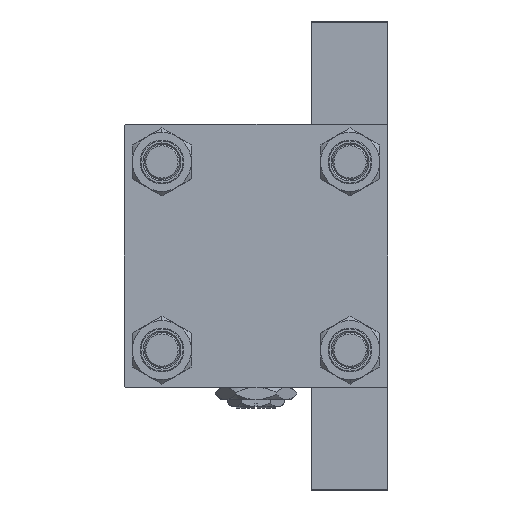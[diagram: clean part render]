
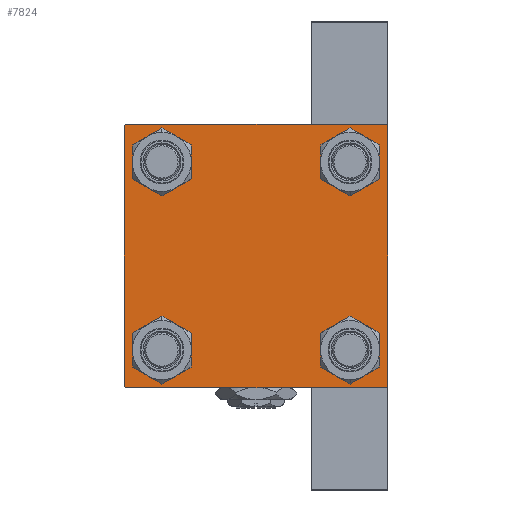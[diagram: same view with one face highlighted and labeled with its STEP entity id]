
A CAD part, left-side view. The second image highlights one B-rep face of the part: STEP entity #7824.
In plain terms, the highlighted planar face has unit normal (-1, 0, 0).
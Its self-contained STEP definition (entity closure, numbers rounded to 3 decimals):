
#235 = CARTESIAN_POINT ( 'NONE',  ( 0., -32.15, -38.65 ) ) ;
#334 = ORIENTED_EDGE ( 'NONE', *, *, #25655, .T. ) ;
#456 = ORIENTED_EDGE ( 'NONE', *, *, #41515, .T. ) ;
#909 = CARTESIAN_POINT ( 'NONE',  ( 0., -32.15, 38.65 ) ) ;
#1019 = CARTESIAN_POINT ( 'NONE',  ( 0., -32.15, 32.15 ) ) ;
#1242 = DIRECTION ( 'NONE',  ( 0., -0.707, -0.707 ) ) ;
#1867 = VERTEX_POINT ( 'NONE', #20512 ) ;
#1985 = VERTEX_POINT ( 'NONE', #26033 ) ;
#2610 = VERTEX_POINT ( 'NONE', #24399 ) ;
#2637 = CARTESIAN_POINT ( 'NONE',  ( 0., -32.15, -32.15 ) ) ;
#3134 = VECTOR ( 'NONE', #49656, 1000. ) ;
#3470 = AXIS2_PLACEMENT_3D ( 'NONE', #19032, #34360, #23527 ) ;
#3486 = VERTEX_POINT ( 'NONE', #47063 ) ;
#3618 = DIRECTION ( 'NONE',  ( 1., 0., 0. ) ) ;
#4164 = CIRCLE ( 'NONE', #14610, 6.5 ) ;
#4454 = ORIENTED_EDGE ( 'NONE', *, *, #12831, .T. ) ;
#4644 = EDGE_CURVE ( 'NONE', #33706, #45838, #11684, .T. ) ;
#4956 = CARTESIAN_POINT ( 'NONE',  ( 0., 45., -45. ) ) ;
#5002 = CARTESIAN_POINT ( 'NONE',  ( 0., 44.75, -44.75 ) ) ;
#5011 = DIRECTION ( 'NONE',  ( 0., 0.707, -0.707 ) ) ;
#5442 = AXIS2_PLACEMENT_3D ( 'NONE', #28949, #33223, #47828 ) ;
#6166 = ORIENTED_EDGE ( 'NONE', *, *, #9067, .T. ) ;
#6277 = CARTESIAN_POINT ( 'NONE',  ( 0., 45., 45. ) ) ;
#6282 = VECTOR ( 'NONE', #46725, 1000. ) ;
#6314 = ORIENTED_EDGE ( 'NONE', *, *, #4644, .T. ) ;
#6720 = CARTESIAN_POINT ( 'NONE',  ( 0., -44.75, -44.75 ) ) ;
#6977 = VECTOR ( 'NONE', #26721, 1000. ) ;
#7230 = CARTESIAN_POINT ( 'NONE',  ( 0., -32.15, 32.15 ) ) ;
#7824 = ADVANCED_FACE ( 'NONE', ( #42096, #42576, #26969, #19920, #39048 ), #27699, .T. ) ;
#7994 = ORIENTED_EDGE ( 'NONE', *, *, #17248, .F. ) ;
#8120 = DIRECTION ( 'NONE',  ( 0., 0., 1. ) ) ;
#8160 = VERTEX_POINT ( 'NONE', #26427 ) ;
#8197 = DIRECTION ( 'NONE',  ( 0., 0., 1. ) ) ;
#8366 = AXIS2_PLACEMENT_3D ( 'NONE', #46842, #38322, #42329 ) ;
#9067 = EDGE_CURVE ( 'NONE', #49398, #42579, #26284, .T. ) ;
#9664 = DIRECTION ( 'NONE',  ( 0., 0., 1. ) ) ;
#9966 = ORIENTED_EDGE ( 'NONE', *, *, #19991, .T. ) ;
#10219 = EDGE_CURVE ( 'NONE', #1985, #36344, #30732, .T. ) ;
#10488 = DIRECTION ( 'NONE',  ( 0., -0.707, 0.707 ) ) ;
#10896 = LINE ( 'NONE', #37817, #6977 ) ;
#11093 = CARTESIAN_POINT ( 'NONE',  ( 0., 44.5, 45. ) ) ;
#11346 = CIRCLE ( 'NONE', #13747, 6.5 ) ;
#11577 = VECTOR ( 'NONE', #17593, 1000. ) ;
#11684 = LINE ( 'NONE', #34799, #3134 ) ;
#12466 = CARTESIAN_POINT ( 'NONE',  ( 0., -32.15, -32.15 ) ) ;
#12831 = EDGE_CURVE ( 'NONE', #8160, #31131, #25857, .T. ) ;
#12846 = CIRCLE ( 'NONE', #28081, 6.5 ) ;
#12872 = ORIENTED_EDGE ( 'NONE', *, *, #14944, .T. ) ;
#13058 = LINE ( 'NONE', #5002, #26881 ) ;
#13088 = CARTESIAN_POINT ( 'NONE',  ( 0., 45., 44.5 ) ) ;
#13309 = LINE ( 'NONE', #24859, #22884 ) ;
#13747 = AXIS2_PLACEMENT_3D ( 'NONE', #7230, #38656, #34853 ) ;
#14567 = EDGE_LOOP ( 'NONE', ( #4454, #456 ) ) ;
#14610 = AXIS2_PLACEMENT_3D ( 'NONE', #19431, #3618, #8120 ) ;
#14944 = EDGE_CURVE ( 'NONE', #31003, #1867, #28349, .T. ) ;
#15988 = DIRECTION ( 'NONE',  ( 1., 0., 0. ) ) ;
#17248 = EDGE_CURVE ( 'NONE', #24082, #37198, #45253, .T. ) ;
#17481 = ORIENTED_EDGE ( 'NONE', *, *, #10219, .T. ) ;
#17593 = DIRECTION ( 'NONE',  ( 0., -1., 0. ) ) ;
#18721 = EDGE_CURVE ( 'NONE', #45838, #24292, #13058, .T. ) ;
#19032 = CARTESIAN_POINT ( 'NONE',  ( 0., 32.15, 32.15 ) ) ;
#19256 = DIRECTION ( 'NONE',  ( 0., 0., 1. ) ) ;
#19431 = CARTESIAN_POINT ( 'NONE',  ( 0., 32.15, 32.15 ) ) ;
#19692 = EDGE_CURVE ( 'NONE', #24082, #33706, #13309, .T. ) ;
#19920 = FACE_BOUND ( 'NONE', #49430, .T. ) ;
#19991 = EDGE_CURVE ( 'NONE', #3486, #2610, #29335, .T. ) ;
#20449 = CARTESIAN_POINT ( 'NONE',  ( 0., 45., -44.5 ) ) ;
#20512 = CARTESIAN_POINT ( 'NONE',  ( 0., 32.15, 25.65 ) ) ;
#20641 = LINE ( 'NONE', #47570, #41518 ) ;
#22884 = VECTOR ( 'NONE', #5011, 1000. ) ;
#23005 = EDGE_CURVE ( 'NONE', #48275, #2610, #20641, .T. ) ;
#23527 = DIRECTION ( 'NONE',  ( 0., 0., 1. ) ) ;
#24082 = VERTEX_POINT ( 'NONE', #11093 ) ;
#24292 = VERTEX_POINT ( 'NONE', #30614 ) ;
#24399 = CARTESIAN_POINT ( 'NONE',  ( 0., -45., -44.5 ) ) ;
#24859 = CARTESIAN_POINT ( 'NONE',  ( 0., 44.75, 44.75 ) ) ;
#24870 = DIRECTION ( 'NONE',  ( 0., 0., 1. ) ) ;
#25655 = EDGE_CURVE ( 'NONE', #48275, #37198, #10896, .T. ) ;
#25857 = CIRCLE ( 'NONE', #32265, 6.5 ) ;
#26033 = CARTESIAN_POINT ( 'NONE',  ( 0., 32.15, -25.65 ) ) ;
#26284 = CIRCLE ( 'NONE', #32644, 6.5 ) ;
#26427 = CARTESIAN_POINT ( 'NONE',  ( 0., -32.15, -25.65 ) ) ;
#26556 = CARTESIAN_POINT ( 'NONE',  ( 0., 32.15, -32.15 ) ) ;
#26721 = DIRECTION ( 'NONE',  ( 0., 0.707, 0.707 ) ) ;
#26881 = VECTOR ( 'NONE', #1242, 1000. ) ;
#26969 = FACE_BOUND ( 'NONE', #28670, .T. ) ;
#27680 = EDGE_LOOP ( 'NONE', ( #31832, #6166 ) ) ;
#27699 = PLANE ( 'NONE',  #8366 ) ;
#27828 = ORIENTED_EDGE ( 'NONE', *, *, #23005, .F. ) ;
#28081 = AXIS2_PLACEMENT_3D ( 'NONE', #2637, #40362, #9664 ) ;
#28349 = CIRCLE ( 'NONE', #3470, 6.5 ) ;
#28670 = EDGE_LOOP ( 'NONE', ( #17481, #48164 ) ) ;
#28949 = CARTESIAN_POINT ( 'NONE',  ( 0., 32.15, -32.15 ) ) ;
#29167 = EDGE_CURVE ( 'NONE', #36344, #1985, #45594, .T. ) ;
#29335 = LINE ( 'NONE', #6720, #38178 ) ;
#29512 = CARTESIAN_POINT ( 'NONE',  ( 0., -32.15, 25.65 ) ) ;
#29781 = EDGE_CURVE ( 'NONE', #24292, #3486, #42451, .T. ) ;
#30146 = CARTESIAN_POINT ( 'NONE',  ( 0., 32.15, 38.65 ) ) ;
#30614 = CARTESIAN_POINT ( 'NONE',  ( 0., 44.5, -45. ) ) ;
#30732 = CIRCLE ( 'NONE', #45923, 6.5 ) ;
#31003 = VERTEX_POINT ( 'NONE', #30146 ) ;
#31131 = VERTEX_POINT ( 'NONE', #235 ) ;
#31832 = ORIENTED_EDGE ( 'NONE', *, *, #36733, .T. ) ;
#32265 = AXIS2_PLACEMENT_3D ( 'NONE', #12466, #15988, #8197 ) ;
#32644 = AXIS2_PLACEMENT_3D ( 'NONE', #1019, #43742, #24870 ) ;
#32745 = CARTESIAN_POINT ( 'NONE',  ( 0., -44.5, 45. ) ) ;
#33223 = DIRECTION ( 'NONE',  ( 1., 0., 0. ) ) ;
#33706 = VERTEX_POINT ( 'NONE', #13088 ) ;
#34360 = DIRECTION ( 'NONE',  ( 1., 0., 0. ) ) ;
#34799 = CARTESIAN_POINT ( 'NONE',  ( 0., 45., 45. ) ) ;
#34853 = DIRECTION ( 'NONE',  ( 0., 0., 1. ) ) ;
#35030 = CARTESIAN_POINT ( 'NONE',  ( 0., 32.15, -38.65 ) ) ;
#36344 = VERTEX_POINT ( 'NONE', #35030 ) ;
#36733 = EDGE_CURVE ( 'NONE', #42579, #49398, #11346, .T. ) ;
#37198 = VERTEX_POINT ( 'NONE', #32745 ) ;
#37796 = CARTESIAN_POINT ( 'NONE',  ( 0., -45., 44.5 ) ) ;
#37817 = CARTESIAN_POINT ( 'NONE',  ( 0., -44.75, 44.75 ) ) ;
#38178 = VECTOR ( 'NONE', #10488, 1000. ) ;
#38187 = ORIENTED_EDGE ( 'NONE', *, *, #49502, .T. ) ;
#38322 = DIRECTION ( 'NONE',  ( -1., 0., 0. ) ) ;
#38656 = DIRECTION ( 'NONE',  ( 1., 0., 0. ) ) ;
#39048 = FACE_OUTER_BOUND ( 'NONE', #43906, .T. ) ;
#40362 = DIRECTION ( 'NONE',  ( 1., 0., 0. ) ) ;
#41515 = EDGE_CURVE ( 'NONE', #31131, #8160, #12846, .T. ) ;
#41518 = VECTOR ( 'NONE', #43783, 1000. ) ;
#42096 = FACE_BOUND ( 'NONE', #27680, .T. ) ;
#42329 = DIRECTION ( 'NONE',  ( 0., 0., 1. ) ) ;
#42451 = LINE ( 'NONE', #4956, #6282 ) ;
#42576 = FACE_BOUND ( 'NONE', #14567, .T. ) ;
#42579 = VERTEX_POINT ( 'NONE', #909 ) ;
#42891 = ORIENTED_EDGE ( 'NONE', *, *, #19692, .T. ) ;
#43742 = DIRECTION ( 'NONE',  ( 1., 0., 0. ) ) ;
#43783 = DIRECTION ( 'NONE',  ( 0., 0., -1. ) ) ;
#43906 = EDGE_LOOP ( 'NONE', ( #6314, #48193, #46701, #9966, #27828, #334, #7994, #42891 ) ) ;
#45253 = LINE ( 'NONE', #6277, #11577 ) ;
#45594 = CIRCLE ( 'NONE', #5442, 6.5 ) ;
#45838 = VERTEX_POINT ( 'NONE', #20449 ) ;
#45923 = AXIS2_PLACEMENT_3D ( 'NONE', #26556, #49704, #19256 ) ;
#46701 = ORIENTED_EDGE ( 'NONE', *, *, #29781, .T. ) ;
#46725 = DIRECTION ( 'NONE',  ( 0., -1., 0. ) ) ;
#46842 = CARTESIAN_POINT ( 'NONE',  ( 0., 0., 0. ) ) ;
#47063 = CARTESIAN_POINT ( 'NONE',  ( 0., -44.5, -45. ) ) ;
#47570 = CARTESIAN_POINT ( 'NONE',  ( 0., -45., 45. ) ) ;
#47828 = DIRECTION ( 'NONE',  ( 0., 0., 1. ) ) ;
#48164 = ORIENTED_EDGE ( 'NONE', *, *, #29167, .T. ) ;
#48193 = ORIENTED_EDGE ( 'NONE', *, *, #18721, .T. ) ;
#48275 = VERTEX_POINT ( 'NONE', #37796 ) ;
#49398 = VERTEX_POINT ( 'NONE', #29512 ) ;
#49430 = EDGE_LOOP ( 'NONE', ( #12872, #38187 ) ) ;
#49502 = EDGE_CURVE ( 'NONE', #1867, #31003, #4164, .T. ) ;
#49656 = DIRECTION ( 'NONE',  ( 0., 0., -1. ) ) ;
#49704 = DIRECTION ( 'NONE',  ( 1., 0., 0. ) ) ;
